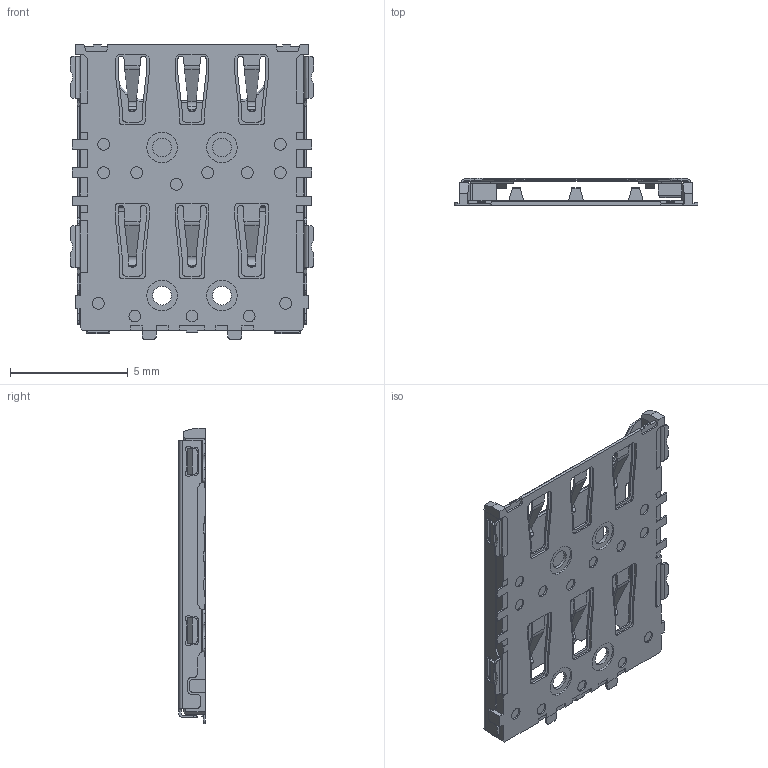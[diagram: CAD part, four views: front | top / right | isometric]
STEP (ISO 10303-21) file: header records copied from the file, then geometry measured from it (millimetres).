
FILE_DESCRIPTION(/* description */ (''),/* implementation_level */ '2;1');
FILE_NAME(/* name */ '_model1.stp',/* time_stamp */ '2022-03-31T08:58:51+08:00',/* author */ (''),/* organization */ (''),/* preprocessor_version */ 'ST-DEVELOPER v16',/* originating_system */ 'SIEMENS PLM Software NX 10.0',/* authorisation */ '');
FILE_SCHEMA (('AUTOMOTIVE_DESIGN { 1 0 10303 214 3 1 1 1 }'));
Length unit declared in the file: millimetre
Products named in the file (1): _model1
Bounding box: 10.35 x 1.13 x 12.55 mm (x, y, z)
Volume: 34.5 mm3; surface area: 488 mm2
Topology: 2 solids, 2 shells, 958 faces, 2651 edges, 1739 vertices
Faces by surface type: plane 633, cylinder 311, bspline 12, cone 2
Full cylindrical faces by diameter (mm): 0.5 x25, 0.8 x4, 1.3 x4
Entity records: 34885 total; most frequent: CARTESIAN_POINT 5936, ORIENTED_EDGE 5184, DIRECTION 5036, EDGE_CURVE 2592, LINE 1906, VECTOR 1906, VERTEX_POINT 1713, AXIS2_PLACEMENT_3D 1565
